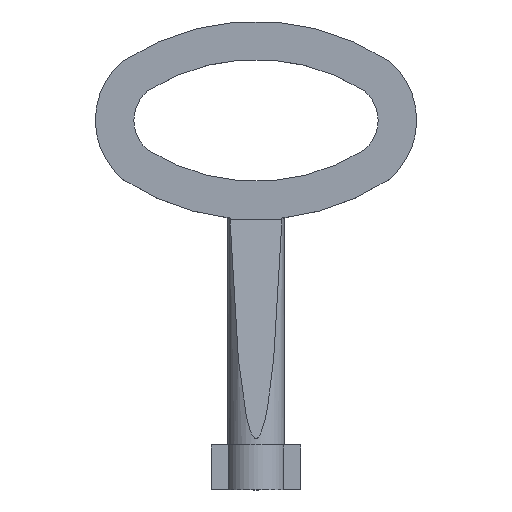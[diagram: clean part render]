
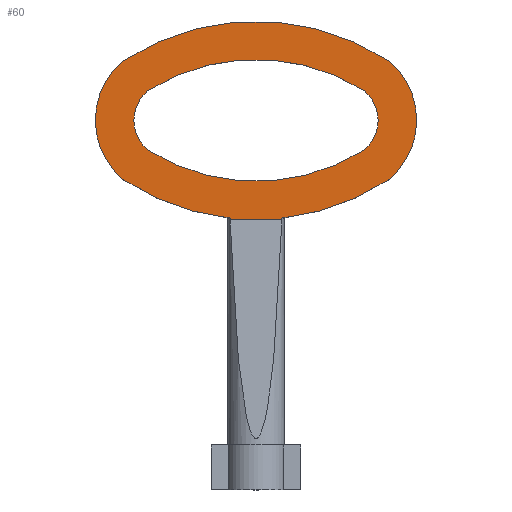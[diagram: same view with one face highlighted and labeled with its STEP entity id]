
A CAD part, top view. The second image highlights one B-rep face of the part: STEP entity #60.
In plain terms, the highlighted planar face has unit normal (0, 0, 1).
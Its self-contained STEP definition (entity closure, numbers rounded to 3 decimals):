
#60 = ADVANCED_FACE( '', ( #135, #136 ), #137, .T. );
#135 = FACE_OUTER_BOUND( '', #226, .T. );
#136 = FACE_BOUND( '', #227, .T. );
#137 = PLANE( '', #228 );
#226 = EDGE_LOOP( '', ( #333, #334, #335, #336, #337, #338, #339, #340 ) );
#227 = EDGE_LOOP( '', ( #341, #342, #343, #344 ) );
#228 = AXIS2_PLACEMENT_3D( '', #345, #346, #347 );
#333 = ORIENTED_EDGE( '', *, *, #527, .T. );
#334 = ORIENTED_EDGE( '', *, *, #548, .T. );
#335 = ORIENTED_EDGE( '', *, *, #549, .F. );
#336 = ORIENTED_EDGE( '', *, *, #550, .T. );
#337 = ORIENTED_EDGE( '', *, *, #551, .T. );
#338 = ORIENTED_EDGE( '', *, *, #545, .T. );
#339 = ORIENTED_EDGE( '', *, *, #552, .T. );
#340 = ORIENTED_EDGE( '', *, *, #553, .T. );
#341 = ORIENTED_EDGE( '', *, *, #554, .F. );
#342 = ORIENTED_EDGE( '', *, *, #555, .F. );
#343 = ORIENTED_EDGE( '', *, *, #556, .F. );
#344 = ORIENTED_EDGE( '', *, *, #532, .F. );
#345 = CARTESIAN_POINT( '', ( -6.5, 68.534, 1.75 ) );
#346 = DIRECTION( '', ( 0., 0., 1. ) );
#347 = DIRECTION( '', ( 1., 0., 0. ) );
#527 = EDGE_CURVE( '', #619, #617, #620, .T. );
#532 = EDGE_CURVE( '', #626, #628, #629, .T. );
#545 = EDGE_CURVE( '', #651, #649, #652, .T. );
#548 = EDGE_CURVE( '', #617, #655, #656, .T. );
#549 = EDGE_CURVE( '', #657, #655, #658, .T. );
#550 = EDGE_CURVE( '', #657, #659, #660, .F. );
#551 = EDGE_CURVE( '', #659, #651, #661, .T. );
#552 = EDGE_CURVE( '', #649, #662, #663, .T. );
#553 = EDGE_CURVE( '', #662, #619, #664, .T. );
#554 = EDGE_CURVE( '', #665, #626, #666, .T. );
#555 = EDGE_CURVE( '', #667, #665, #668, .T. );
#556 = EDGE_CURVE( '', #628, #667, #669, .T. );
#617 = VERTEX_POINT( '', #749 );
#619 = VERTEX_POINT( '', #760 );
#620 = CIRCLE( '', #761, 37.5 );
#626 = VERTEX_POINT( '', #768 );
#628 = VERTEX_POINT( '', #771 );
#629 = CIRCLE( '', #772, 31.5 );
#649 = VERTEX_POINT( '', #797 );
#651 = VERTEX_POINT( '', #800 );
#652 = CIRCLE( '', #801, 12. );
#655 = VERTEX_POINT( '', #805 );
#656 = LINE( '', #806, #807 );
#657 = VERTEX_POINT( '', #808 );
#658 = LINE( '', #809, #810 );
#659 = VERTEX_POINT( '', #811 );
#660 = LINE( '', #812, #813 );
#661 = CIRCLE( '', #814, 37.5 );
#662 = VERTEX_POINT( '', #815 );
#663 = CIRCLE( '', #816, 37.5 );
#664 = CIRCLE( '', #817, 12. );
#665 = VERTEX_POINT( '', #818 );
#666 = CIRCLE( '', #819, 6. );
#667 = VERTEX_POINT( '', #820 );
#668 = CIRCLE( '', #821, 31.5 );
#669 = CIRCLE( '', #822, 6. );
#749 = CARTESIAN_POINT( '', ( -4.037, 42.286, 1.75 ) );
#760 = CARTESIAN_POINT( '', ( -20.713, 48.307, 1.75 ) );
#761 = AXIS2_PLACEMENT_3D( '', #932, #933, #934 );
#768 = CARTESIAN_POINT( '', ( -16.857, 52.904, 1.75 ) );
#771 = CARTESIAN_POINT( '', ( 16.857, 52.904, 1.75 ) );
#772 = AXIS2_PLACEMENT_3D( '', #940, #941, #942 );
#797 = CARTESIAN_POINT( '', ( 20.713, 66.693, 1.75 ) );
#800 = CARTESIAN_POINT( '', ( 20.713, 48.307, 1.75 ) );
#801 = AXIS2_PLACEMENT_3D( '', #958, #959, #960 );
#805 = CARTESIAN_POINT( '', ( -4.037, 42., 1.75 ) );
#806 = CARTESIAN_POINT( '', ( -4.037, 7., 1.75 ) );
#807 = VECTOR( '', #962, 1000. );
#808 = CARTESIAN_POINT( '', ( 4.037, 42., 1.75 ) );
#809 = CARTESIAN_POINT( '', ( 30., 42., 1.75 ) );
#810 = VECTOR( '', #963, 1000. );
#811 = CARTESIAN_POINT( '', ( 4.037, 42.286, 1.75 ) );
#812 = CARTESIAN_POINT( '', ( 4.037, 7., 1.75 ) );
#813 = VECTOR( '', #964, 1000. );
#814 = AXIS2_PLACEMENT_3D( '', #965, #966, #967 );
#815 = CARTESIAN_POINT( '', ( -20.713, 66.693, 1.75 ) );
#816 = AXIS2_PLACEMENT_3D( '', #968, #969, #970 );
#817 = AXIS2_PLACEMENT_3D( '', #971, #972, #973 );
#818 = CARTESIAN_POINT( '', ( -16.857, 62.096, 1.75 ) );
#819 = AXIS2_PLACEMENT_3D( '', #974, #975, #976 );
#820 = CARTESIAN_POINT( '', ( 16.857, 62.096, 1.75 ) );
#821 = AXIS2_PLACEMENT_3D( '', #977, #978, #979 );
#822 = AXIS2_PLACEMENT_3D( '', #980, #981, #982 );
#932 = CARTESIAN_POINT( '', ( 0., 79.568, 1.75 ) );
#933 = DIRECTION( '', ( 0., 0., 1. ) );
#934 = DIRECTION( '', ( 1., 0., 0. ) );
#940 = CARTESIAN_POINT( '', ( 0., 79.514, 1.75 ) );
#941 = DIRECTION( '', ( 0., 0., 1. ) );
#942 = DIRECTION( '', ( 1., 0., 0. ) );
#958 = CARTESIAN_POINT( '', ( 13., 57.5, 1.75 ) );
#959 = DIRECTION( '', ( 0., 0., 1. ) );
#960 = DIRECTION( '', ( 1., 0., 0. ) );
#962 = DIRECTION( '', ( 0., -1., 0. ) );
#963 = DIRECTION( '', ( -1., 0., 0. ) );
#964 = DIRECTION( '', ( 0., -1., 0. ) );
#965 = CARTESIAN_POINT( '', ( 0., 79.568, 1.75 ) );
#966 = DIRECTION( '', ( 0., 0., 1. ) );
#967 = DIRECTION( '', ( 1., 0., 0. ) );
#968 = CARTESIAN_POINT( '', ( 0., 35.432, 1.75 ) );
#969 = DIRECTION( '', ( 0., 0., 1. ) );
#970 = DIRECTION( '', ( 1., 0., 0. ) );
#971 = CARTESIAN_POINT( '', ( -13., 57.5, 1.75 ) );
#972 = DIRECTION( '', ( 0., 0., 1. ) );
#973 = DIRECTION( '', ( 1., 0., 0. ) );
#974 = CARTESIAN_POINT( '', ( -13., 57.5, 1.75 ) );
#975 = DIRECTION( '', ( 0., 0., 1. ) );
#976 = DIRECTION( '', ( 1., 0., 0. ) );
#977 = CARTESIAN_POINT( '', ( 0., 35.486, 1.75 ) );
#978 = DIRECTION( '', ( 0., 0., 1. ) );
#979 = DIRECTION( '', ( 1., 0., 0. ) );
#980 = CARTESIAN_POINT( '', ( 13., 57.5, 1.75 ) );
#981 = DIRECTION( '', ( 0., 0., 1. ) );
#982 = DIRECTION( '', ( 1., 0., 0. ) );
